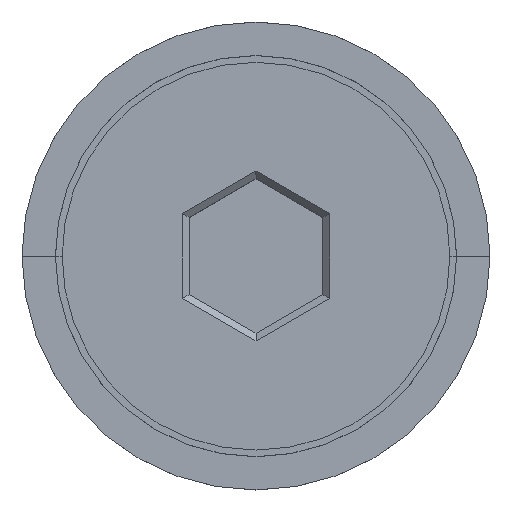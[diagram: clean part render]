
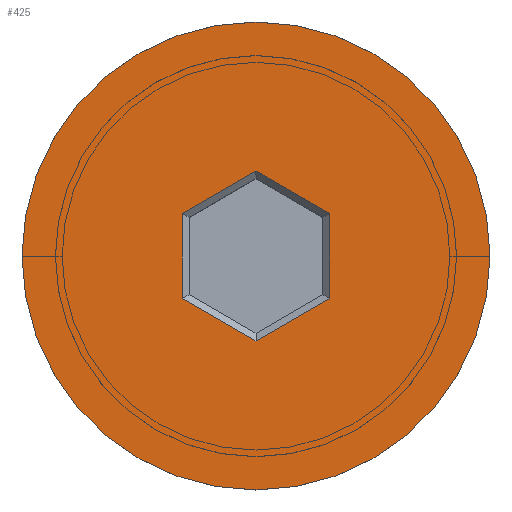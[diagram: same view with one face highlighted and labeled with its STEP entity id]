
A CAD part, top view. The second image highlights one B-rep face of the part: STEP entity #425.
In plain terms, the highlighted planar face has unit normal (0, 0, 1).
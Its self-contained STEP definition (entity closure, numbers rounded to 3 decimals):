
#10 = CARTESIAN_POINT ( 'NONE',  ( 1.05, 0.664, 0. ) ) ;
#18 = VECTOR ( 'NONE', #1290, 1000. ) ;
#105 = AXIS2_PLACEMENT_3D ( 'NONE', #1010, #393, #1500 ) ;
#111 = EDGE_CURVE ( 'NONE', #498, #950, #938, .T. ) ;
#120 = EDGE_CURVE ( 'NONE', #792, #1306, #176, .T. ) ;
#130 = AXIS2_PLACEMENT_3D ( 'NONE', #934, #420, #170 ) ;
#153 = CARTESIAN_POINT ( 'NONE',  ( 1.1, -0.577, 0. ) ) ;
#170 = DIRECTION ( 'NONE',  ( 1., 0., 0. ) ) ;
#176 = CIRCLE ( 'NONE', #1084, 3.5 ) ;
#205 = CARTESIAN_POINT ( 'NONE',  ( 0., 0., 0. ) ) ;
#226 = CARTESIAN_POINT ( 'NONE',  ( 1.1, -0.635, 0. ) ) ;
#244 = VERTEX_POINT ( 'NONE', #226 ) ;
#247 = EDGE_CURVE ( 'NONE', #244, #498, #441, .T. ) ;
#261 = DIRECTION ( 'NONE',  ( 1., 0., 0. ) ) ;
#308 = VERTEX_POINT ( 'NONE', #1012 ) ;
#327 = VECTOR ( 'NONE', #1349, 1000. ) ;
#393 = DIRECTION ( 'NONE',  ( 0., 0., 1. ) ) ;
#415 = CARTESIAN_POINT ( 'NONE',  ( 0., -1.27, 0. ) ) ;
#420 = DIRECTION ( 'NONE',  ( 0., 0., 1. ) ) ;
#425 = ADVANCED_FACE ( 'NONE', ( #780, #1160 ), #772, .T. ) ;
#434 = VECTOR ( 'NONE', #1144, 1000. ) ;
#441 = LINE ( 'NONE', #621, #947 ) ;
#449 = ORIENTED_EDGE ( 'NONE', *, *, #111, .T. ) ;
#470 = VERTEX_POINT ( 'NONE', #534 ) ;
#489 = LINE ( 'NONE', #1230, #327 ) ;
#498 = VERTEX_POINT ( 'NONE', #415 ) ;
#534 = CARTESIAN_POINT ( 'NONE',  ( 1.1, 0.635, 0. ) ) ;
#535 = CIRCLE ( 'NONE', #105, 3.5 ) ;
#619 = DIRECTION ( 'NONE',  ( 0.866, -0.5, 0. ) ) ;
#621 = CARTESIAN_POINT ( 'NONE',  ( 0.05, -1.241, 0. ) ) ;
#641 = EDGE_CURVE ( 'NONE', #308, #470, #1108, .T. ) ;
#656 = EDGE_CURVE ( 'NONE', #1306, #792, #535, .T. ) ;
#707 = EDGE_CURVE ( 'NONE', #470, #244, #1253, .T. ) ;
#772 = PLANE ( 'NONE',  #130 ) ;
#780 = FACE_BOUND ( 'NONE', #959, .T. ) ;
#792 = VERTEX_POINT ( 'NONE', #1301 ) ;
#833 = ORIENTED_EDGE ( 'NONE', *, *, #707, .T. ) ;
#840 = ORIENTED_EDGE ( 'NONE', *, *, #120, .T. ) ;
#854 = ORIENTED_EDGE ( 'NONE', *, *, #247, .T. ) ;
#889 = ORIENTED_EDGE ( 'NONE', *, *, #656, .T. ) ;
#901 = DIRECTION ( 'NONE',  ( -0.866, -0.5, 0. ) ) ;
#928 = VECTOR ( 'NONE', #1426, 1000. ) ;
#934 = CARTESIAN_POINT ( 'NONE',  ( 0., 0., 0. ) ) ;
#938 = LINE ( 'NONE', #1416, #18 ) ;
#947 = VECTOR ( 'NONE', #901, 1000. ) ;
#950 = VERTEX_POINT ( 'NONE', #1320 ) ;
#959 = EDGE_LOOP ( 'NONE', ( #1133, #1073, #1023, #833, #854, #449 ) ) ;
#1010 = CARTESIAN_POINT ( 'NONE',  ( 0., 0., 0. ) ) ;
#1012 = CARTESIAN_POINT ( 'NONE',  ( 0., 1.27, 0. ) ) ;
#1023 = ORIENTED_EDGE ( 'NONE', *, *, #641, .T. ) ;
#1069 = VERTEX_POINT ( 'NONE', #1474 ) ;
#1073 = ORIENTED_EDGE ( 'NONE', *, *, #1340, .T. ) ;
#1084 = AXIS2_PLACEMENT_3D ( 'NONE', #205, #1155, #261 ) ;
#1108 = LINE ( 'NONE', #10, #1524 ) ;
#1133 = ORIENTED_EDGE ( 'NONE', *, *, #1400, .T. ) ;
#1144 = DIRECTION ( 'NONE',  ( 0., -1., 0. ) ) ;
#1155 = DIRECTION ( 'NONE',  ( 0., 0., 1. ) ) ;
#1160 = FACE_OUTER_BOUND ( 'NONE', #1293, .T. ) ;
#1230 = CARTESIAN_POINT ( 'NONE',  ( -0.05, 1.241, 0. ) ) ;
#1253 = LINE ( 'NONE', #153, #434 ) ;
#1290 = DIRECTION ( 'NONE',  ( -0.866, 0.5, 0. ) ) ;
#1293 = EDGE_LOOP ( 'NONE', ( #840, #889 ) ) ;
#1301 = CARTESIAN_POINT ( 'NONE',  ( 3.5, 0., 0. ) ) ;
#1306 = VERTEX_POINT ( 'NONE', #1380 ) ;
#1320 = CARTESIAN_POINT ( 'NONE',  ( -1.1, -0.635, 0. ) ) ;
#1340 = EDGE_CURVE ( 'NONE', #1069, #308, #489, .T. ) ;
#1349 = DIRECTION ( 'NONE',  ( 0.866, 0.5, 0. ) ) ;
#1380 = CARTESIAN_POINT ( 'NONE',  ( -3.5, 0., 0. ) ) ;
#1400 = EDGE_CURVE ( 'NONE', #950, #1069, #1558, .T. ) ;
#1416 = CARTESIAN_POINT ( 'NONE',  ( -1.05, -0.664, 0. ) ) ;
#1426 = DIRECTION ( 'NONE',  ( 0., 1., 0. ) ) ;
#1474 = CARTESIAN_POINT ( 'NONE',  ( -1.1, 0.635, 0. ) ) ;
#1500 = DIRECTION ( 'NONE',  ( 1., 0., 0. ) ) ;
#1524 = VECTOR ( 'NONE', #619, 1000. ) ;
#1558 = LINE ( 'NONE', #1592, #928 ) ;
#1592 = CARTESIAN_POINT ( 'NONE',  ( -1.1, 0.577, 0. ) ) ;
